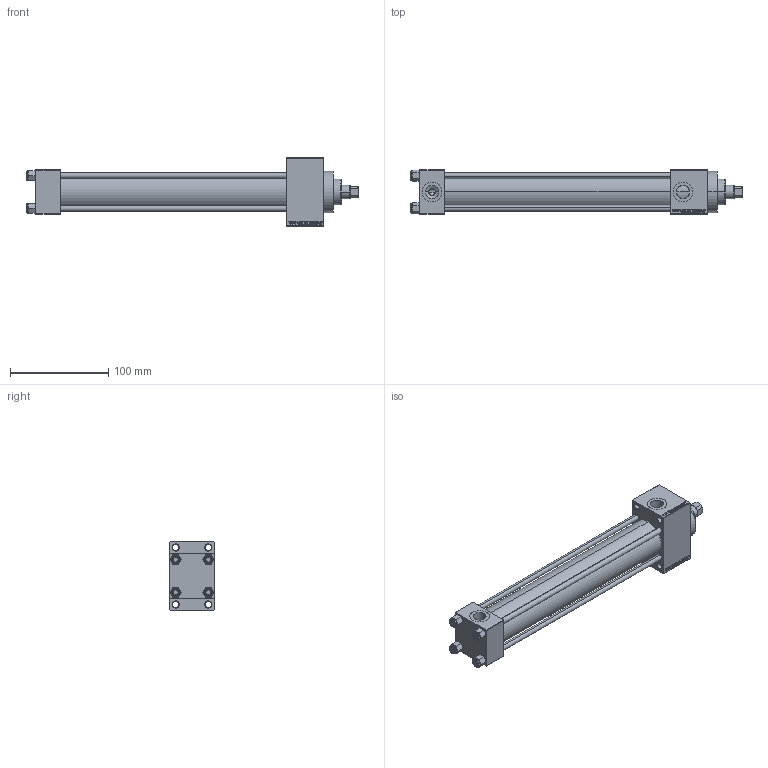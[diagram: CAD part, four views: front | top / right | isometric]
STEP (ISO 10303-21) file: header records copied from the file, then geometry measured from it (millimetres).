
FILE_DESCRIPTION (( 'STEP AP203' ), '1' );
FILE_NAME ('c6d0.STEP', '2022-04-14T13:58:03', ( '' ), ( '' ), 'SwSTEP 2.0', 'SolidWorks 2019', '' );
FILE_SCHEMA (( 'CONFIG_CONTROL_DESIGN' ));
Length unit declared in the file: millimetre
Products named in the file (6): V215CR_D_TYCINKA 3a2daf9dc7e95ae0de71c1bfec42327a; V215CR_D_Body 3a2daf9dc7e95ae0de71c1bfec42327a; NUT_M5_D 3a2daf9dc7e95ae0de71c1bfec42327a; V215CR_VCP_D 3a2daf9dc7e95ae0de71c1bfec42327a; c6d0; V215_VC_A 3a2daf9dc7e95ae0de71c1bfec42327a
Assembly tree (11 placements, depth 2):
  c6d0
    V215CR_D_Body 3a2daf9dc7e95ae0de71c1bfec42327a
    V215CR_VCP_D 3a2daf9dc7e95ae0de71c1bfec42327a
    NUT_M5_D 3a2daf9dc7e95ae0de71c1bfec42327a  x4
    V215CR_D_TYCINKA 3a2daf9dc7e95ae0de71c1bfec42327a  x4
    V215_VC_A 3a2daf9dc7e95ae0de71c1bfec42327a
Bounding box: 338 x 45 x 70 mm (x, y, z)
Volume: 337600 mm3; surface area: 136451.4 mm2
Topology: 11 solids, 11 shells, 1110 faces, 2762 edges, 1787 vertices
Faces by surface type: plane 498, bspline 368, cone 144, cylinder 92, torus 8
Entity records: 47366 total; most frequent: CARTESIAN_POINT 25090, ORIENTED_EDGE 5016, DIRECTION 3226, EDGE_CURVE 2508, VERTEX_POINT 1643, VECTOR 1508, LINE 1508, EDGE_LOOP 1123
